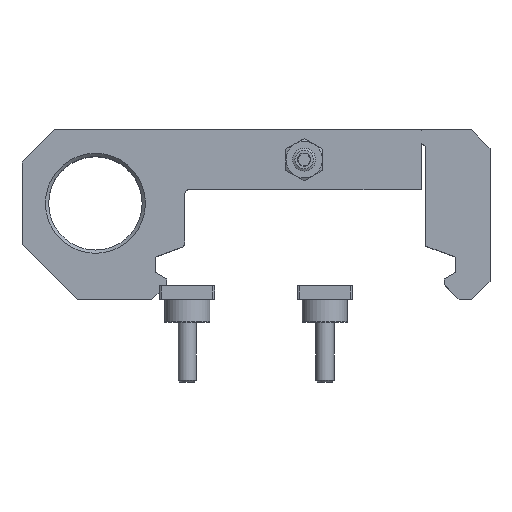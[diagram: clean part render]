
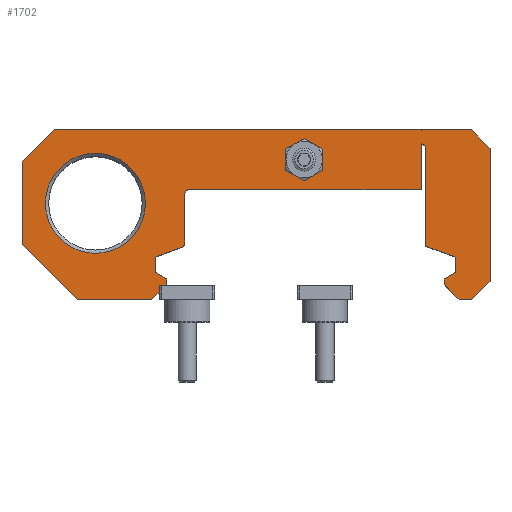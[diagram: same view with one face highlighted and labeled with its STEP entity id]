
A CAD part, top view. The second image highlights one B-rep face of the part: STEP entity #1702.
In plain terms, the highlighted face is planar.
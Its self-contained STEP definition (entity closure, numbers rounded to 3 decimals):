
#123=CIRCLE('',#1847,1.);
#125=CIRCLE('',#1863,1.);
#130=CIRCLE('',#1880,2.5);
#131=CIRCLE('',#1881,10.9);
#132=CIRCLE('',#1882,0.2);
#332=ORIENTED_EDGE('',*,*,#735,.F.);
#333=ORIENTED_EDGE('',*,*,#736,.F.);
#334=ORIENTED_EDGE('',*,*,#660,.F.);
#335=ORIENTED_EDGE('',*,*,#737,.F.);
#336=ORIENTED_EDGE('',*,*,#738,.T.);
#337=ORIENTED_EDGE('',*,*,#666,.F.);
#338=ORIENTED_EDGE('',*,*,#727,.F.);
#339=ORIENTED_EDGE('',*,*,#724,.F.);
#340=ORIENTED_EDGE('',*,*,#721,.F.);
#341=ORIENTED_EDGE('',*,*,#718,.F.);
#342=ORIENTED_EDGE('',*,*,#715,.F.);
#343=ORIENTED_EDGE('',*,*,#712,.F.);
#344=ORIENTED_EDGE('',*,*,#709,.F.);
#345=ORIENTED_EDGE('',*,*,#706,.F.);
#346=ORIENTED_EDGE('',*,*,#703,.F.);
#347=ORIENTED_EDGE('',*,*,#700,.F.);
#348=ORIENTED_EDGE('',*,*,#697,.F.);
#349=ORIENTED_EDGE('',*,*,#656,.T.);
#350=ORIENTED_EDGE('',*,*,#653,.F.);
#351=ORIENTED_EDGE('',*,*,#643,.F.);
#352=ORIENTED_EDGE('',*,*,#695,.F.);
#353=ORIENTED_EDGE('',*,*,#692,.F.);
#354=ORIENTED_EDGE('',*,*,#689,.F.);
#355=ORIENTED_EDGE('',*,*,#686,.F.);
#356=ORIENTED_EDGE('',*,*,#683,.F.);
#357=ORIENTED_EDGE('',*,*,#680,.F.);
#358=ORIENTED_EDGE('',*,*,#677,.F.);
#359=ORIENTED_EDGE('',*,*,#674,.F.);
#360=ORIENTED_EDGE('',*,*,#671,.F.);
#361=ORIENTED_EDGE('',*,*,#667,.F.);
#362=ORIENTED_EDGE('',*,*,#729,.F.);
#643=EDGE_CURVE('',#872,#873,#1030,.T.);
#653=EDGE_CURVE('',#873,#881,#1038,.T.);
#656=EDGE_CURVE('',#882,#881,#123,.T.);
#660=EDGE_CURVE('',#885,#886,#1042,.T.);
#666=EDGE_CURVE('',#891,#889,#1048,.T.);
#667=EDGE_CURVE('',#892,#893,#1049,.T.);
#671=EDGE_CURVE('',#893,#896,#1053,.T.);
#674=EDGE_CURVE('',#896,#898,#1056,.T.);
#677=EDGE_CURVE('',#898,#900,#1059,.T.);
#680=EDGE_CURVE('',#900,#902,#1062,.T.);
#683=EDGE_CURVE('',#902,#904,#1065,.T.);
#686=EDGE_CURVE('',#904,#906,#1068,.T.);
#689=EDGE_CURVE('',#906,#908,#1071,.T.);
#692=EDGE_CURVE('',#908,#910,#1074,.T.);
#695=EDGE_CURVE('',#910,#872,#1077,.T.);
#697=EDGE_CURVE('',#882,#912,#1079,.T.);
#700=EDGE_CURVE('',#912,#914,#125,.T.);
#703=EDGE_CURVE('',#914,#916,#1083,.T.);
#706=EDGE_CURVE('',#916,#918,#1086,.T.);
#709=EDGE_CURVE('',#918,#920,#1089,.T.);
#712=EDGE_CURVE('',#920,#922,#1092,.T.);
#715=EDGE_CURVE('',#922,#924,#1095,.T.);
#718=EDGE_CURVE('',#924,#926,#1098,.T.);
#721=EDGE_CURVE('',#926,#928,#1101,.T.);
#724=EDGE_CURVE('',#928,#930,#1104,.T.);
#727=EDGE_CURVE('',#930,#891,#1107,.T.);
#729=EDGE_CURVE('',#886,#892,#1109,.T.);
#735=EDGE_CURVE('',#935,#935,#130,.T.);
#736=EDGE_CURVE('',#936,#936,#131,.F.);
#737=EDGE_CURVE('',#937,#885,#132,.T.);
#738=EDGE_CURVE('',#937,#889,#1112,.T.);
#872=VERTEX_POINT('',#2525);
#873=VERTEX_POINT('',#2527);
#881=VERTEX_POINT('',#2547);
#882=VERTEX_POINT('',#2556);
#885=VERTEX_POINT('',#2563);
#886=VERTEX_POINT('',#2565);
#889=VERTEX_POINT('',#2572);
#891=VERTEX_POINT('',#2576);
#892=VERTEX_POINT('',#2580);
#893=VERTEX_POINT('',#2581);
#896=VERTEX_POINT('',#2589);
#898=VERTEX_POINT('',#2595);
#900=VERTEX_POINT('',#2601);
#902=VERTEX_POINT('',#2607);
#904=VERTEX_POINT('',#2613);
#906=VERTEX_POINT('',#2619);
#908=VERTEX_POINT('',#2625);
#910=VERTEX_POINT('',#2631);
#912=VERTEX_POINT('',#2640);
#914=VERTEX_POINT('',#2646);
#916=VERTEX_POINT('',#2652);
#918=VERTEX_POINT('',#2658);
#920=VERTEX_POINT('',#2664);
#922=VERTEX_POINT('',#2670);
#924=VERTEX_POINT('',#2676);
#926=VERTEX_POINT('',#2682);
#928=VERTEX_POINT('',#2688);
#930=VERTEX_POINT('',#2694);
#935=VERTEX_POINT('',#2714);
#936=VERTEX_POINT('',#2716);
#937=VERTEX_POINT('',#2718);
#1030=LINE('',#2526,#1174);
#1038=LINE('',#2546,#1182);
#1042=LINE('',#2564,#1186);
#1048=LINE('',#2577,#1192);
#1049=LINE('',#2579,#1193);
#1053=LINE('',#2588,#1197);
#1056=LINE('',#2594,#1200);
#1059=LINE('',#2600,#1203);
#1062=LINE('',#2606,#1206);
#1065=LINE('',#2612,#1209);
#1068=LINE('',#2618,#1212);
#1071=LINE('',#2624,#1215);
#1074=LINE('',#2630,#1218);
#1077=LINE('',#2636,#1221);
#1079=LINE('',#2639,#1223);
#1083=LINE('',#2651,#1227);
#1086=LINE('',#2657,#1230);
#1089=LINE('',#2663,#1233);
#1092=LINE('',#2669,#1236);
#1095=LINE('',#2675,#1239);
#1098=LINE('',#2681,#1242);
#1101=LINE('',#2687,#1245);
#1104=LINE('',#2693,#1248);
#1107=LINE('',#2699,#1251);
#1109=LINE('',#2702,#1253);
#1112=LINE('',#2719,#1256);
#1174=VECTOR('',#2025,1000.);
#1182=VECTOR('',#2041,1000.);
#1186=VECTOR('',#2053,1000.);
#1192=VECTOR('',#2061,1000.);
#1193=VECTOR('',#2064,1000.);
#1197=VECTOR('',#2070,1000.);
#1200=VECTOR('',#2075,1000.);
#1203=VECTOR('',#2080,1000.);
#1206=VECTOR('',#2085,1000.);
#1209=VECTOR('',#2090,1000.);
#1212=VECTOR('',#2095,1000.);
#1215=VECTOR('',#2100,1000.);
#1218=VECTOR('',#2105,1000.);
#1221=VECTOR('',#2110,1000.);
#1223=VECTOR('',#2114,1000.);
#1227=VECTOR('',#2126,1000.);
#1230=VECTOR('',#2131,1000.);
#1233=VECTOR('',#2136,1000.);
#1236=VECTOR('',#2141,1000.);
#1239=VECTOR('',#2146,1000.);
#1242=VECTOR('',#2151,1000.);
#1245=VECTOR('',#2156,1000.);
#1248=VECTOR('',#2161,1000.);
#1251=VECTOR('',#2166,1000.);
#1253=VECTOR('',#2170,1000.);
#1256=VECTOR('',#2189,1000.);
#1345=EDGE_LOOP('',(#332));
#1346=EDGE_LOOP('',(#333));
#1347=EDGE_LOOP('',(#334,#335,#336,#337,#338,#339,#340,#341,#342,#343,#344,
#345,#346,#347,#348,#349,#350,#351,#352,#353,#354,#355,#356,#357,#358,#359,
#360,#361,#362));
#1489=FACE_BOUND('',#1345,.T.);
#1490=FACE_BOUND('',#1346,.T.);
#1491=FACE_BOUND('',#1347,.T.);
#1630=PLANE('',#1879);
#1702=ADVANCED_FACE('',(#1489,#1490,#1491),#1630,.F.);
#1847=AXIS2_PLACEMENT_3D('',#2555,#2045,#2046);
#1863=AXIS2_PLACEMENT_3D('',#2645,#2119,#2120);
#1879=AXIS2_PLACEMENT_3D('',#2712,#2181,#2182);
#1880=AXIS2_PLACEMENT_3D('',#2713,#2183,#2184);
#1881=AXIS2_PLACEMENT_3D('',#2715,#2185,#2186);
#1882=AXIS2_PLACEMENT_3D('',#2717,#2187,#2188);
#2025=DIRECTION('',(0.,-1.,0.));
#2041=DIRECTION('',(1.,0.,0.));
#2045=DIRECTION('',(0.,0.,1.));
#2046=DIRECTION('',(1.,0.,0.));
#2053=DIRECTION('',(-1.,0.,0.));
#2061=DIRECTION('',(-1.,0.,0.));
#2064=DIRECTION('',(0.,-1.,0.));
#2070=DIRECTION('',(0.707,-0.707,0.));
#2075=DIRECTION('',(1.,0.,0.));
#2080=DIRECTION('',(0.707,0.707,0.));
#2085=DIRECTION('',(0.,1.,0.));
#2090=DIRECTION('',(-0.866,0.5,0.));
#2095=DIRECTION('',(0.,1.,0.));
#2100=DIRECTION('',(0.94,0.342,0.));
#2105=DIRECTION('',(0.,1.,0.));
#2110=DIRECTION('',(0.866,0.5,0.));
#2114=DIRECTION('',(0.,-1.,0.));
#2119=DIRECTION('',(0.,0.,1.));
#2120=DIRECTION('',(1.,0.,0.));
#2126=DIRECTION('',(0.94,-0.342,0.));
#2131=DIRECTION('',(0.,-1.,0.));
#2136=DIRECTION('',(-0.866,-0.5,0.));
#2141=DIRECTION('',(0.,-1.,0.));
#2146=DIRECTION('',(0.707,-0.707,0.));
#2151=DIRECTION('',(1.,0.,0.));
#2156=DIRECTION('',(0.707,0.707,0.));
#2161=DIRECTION('',(0.,1.,0.));
#2166=DIRECTION('',(-0.707,0.707,0.));
#2170=DIRECTION('',(-0.707,-0.707,0.));
#2181=DIRECTION('',(0.,0.,1.));
#2182=DIRECTION('',(1.,0.,0.));
#2183=DIRECTION('',(0.,0.,-1.));
#2184=DIRECTION('',(-1.,0.,0.));
#2185=DIRECTION('',(0.,0.,1.));
#2186=DIRECTION('',(1.,0.,0.));
#2187=DIRECTION('',(0.,0.,1.));
#2188=DIRECTION('',(1.,0.,0.));
#2189=DIRECTION('',(0.,1.,0.));
#2525=CARTESIAN_POINT('',(15.,34.,0.));
#2526=CARTESIAN_POINT('',(15.,34.,0.));
#2527=CARTESIAN_POINT('',(15.,24.,0.));
#2546=CARTESIAN_POINT('',(15.,24.,0.));
#2547=CARTESIAN_POINT('',(65.5,24.,0.));
#2555=CARTESIAN_POINT('',(65.5,23.,0.));
#2556=CARTESIAN_POINT('',(66.5,23.,0.));
#2563=CARTESIAN_POINT('',(14.8,37.,0.));
#2564=CARTESIAN_POINT('',(95.,37.,0.));
#2565=CARTESIAN_POINT('',(4.,37.,0.));
#2572=CARTESIAN_POINT('',(15.,37.,0.));
#2576=CARTESIAN_POINT('',(95.,37.,0.));
#2577=CARTESIAN_POINT('',(95.,37.,0.));
#2579=CARTESIAN_POINT('',(0.,33.,0.));
#2580=CARTESIAN_POINT('',(0.,33.,0.));
#2581=CARTESIAN_POINT('',(0.,4.,0.));
#2588=CARTESIAN_POINT('',(0.,4.,0.));
#2589=CARTESIAN_POINT('',(4.,0.,0.));
#2594=CARTESIAN_POINT('',(4.,0.,0.));
#2595=CARTESIAN_POINT('',(6.75,0.,0.));
#2600=CARTESIAN_POINT('',(6.75,0.,0.));
#2601=CARTESIAN_POINT('',(10.,3.25,0.));
#2606=CARTESIAN_POINT('',(10.,3.25,0.));
#2607=CARTESIAN_POINT('',(10.,4.536,0.));
#2612=CARTESIAN_POINT('',(10.,4.536,0.));
#2613=CARTESIAN_POINT('',(7.5,5.979,0.));
#2618=CARTESIAN_POINT('',(7.5,5.979,0.));
#2619=CARTESIAN_POINT('',(7.5,9.274,0.));
#2624=CARTESIAN_POINT('',(7.5,9.274,0.));
#2625=CARTESIAN_POINT('',(14.,11.64,0.));
#2630=CARTESIAN_POINT('',(14.,11.64,0.));
#2631=CARTESIAN_POINT('',(14.,33.423,0.));
#2636=CARTESIAN_POINT('',(14.,33.423,0.));
#2639=CARTESIAN_POINT('',(66.5,23.,0.));
#2640=CARTESIAN_POINT('',(66.5,12.34,0.));
#2645=CARTESIAN_POINT('',(67.5,12.34,0.));
#2646=CARTESIAN_POINT('',(67.158,11.4,0.));
#2651=CARTESIAN_POINT('',(67.158,11.4,0.));
#2652=CARTESIAN_POINT('',(73.,9.274,0.));
#2657=CARTESIAN_POINT('',(73.,9.274,0.));
#2658=CARTESIAN_POINT('',(73.,5.979,0.));
#2663=CARTESIAN_POINT('',(73.,5.979,0.));
#2664=CARTESIAN_POINT('',(70.5,4.536,0.));
#2669=CARTESIAN_POINT('',(70.5,4.536,0.));
#2670=CARTESIAN_POINT('',(70.5,3.25,0.));
#2675=CARTESIAN_POINT('',(70.5,3.25,0.));
#2676=CARTESIAN_POINT('',(73.75,0.,0.));
#2681=CARTESIAN_POINT('',(73.75,0.,0.));
#2682=CARTESIAN_POINT('',(90.,0.,0.));
#2687=CARTESIAN_POINT('',(90.,0.,0.));
#2688=CARTESIAN_POINT('',(102.,12.,0.));
#2693=CARTESIAN_POINT('',(102.,12.,0.));
#2694=CARTESIAN_POINT('',(102.,30.,0.));
#2699=CARTESIAN_POINT('',(102.,30.,0.));
#2702=CARTESIAN_POINT('',(4.,37.,0.));
#2712=CARTESIAN_POINT('',(65.5,23.,0.));
#2713=CARTESIAN_POINT('',(40.5,30.5,0.));
#2714=CARTESIAN_POINT('',(38.,30.5,0.));
#2715=CARTESIAN_POINT('',(86.,21.,0.));
#2716=CARTESIAN_POINT('',(96.9,21.,0.));
#2717=CARTESIAN_POINT('',(14.8,36.8,0.));
#2718=CARTESIAN_POINT('',(15.,36.8,0.));
#2719=CARTESIAN_POINT('',(15.,36.8,0.));
